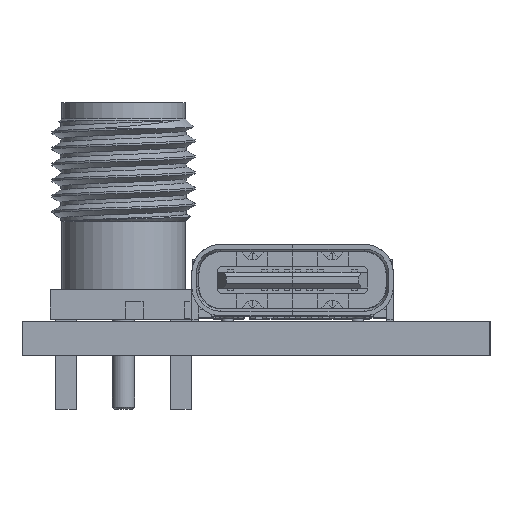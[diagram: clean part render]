
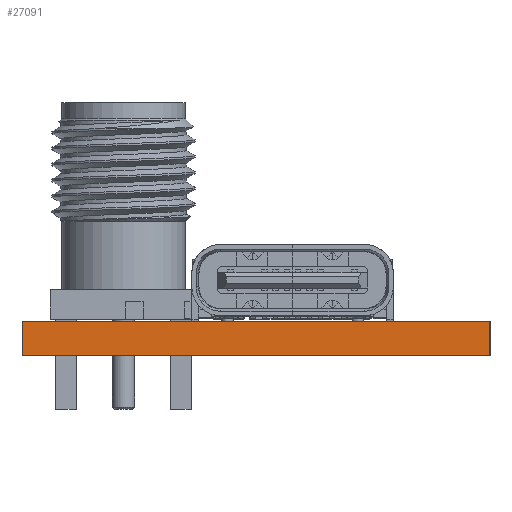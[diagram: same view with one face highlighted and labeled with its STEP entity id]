
A CAD part, left-side view. The second image highlights one B-rep face of the part: STEP entity #27091.
In plain terms, the highlighted planar face has unit normal (-1, 0, 0).
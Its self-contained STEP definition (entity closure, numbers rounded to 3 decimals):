
#27035 = VERTEX_POINT('',#27036);
#27036 = CARTESIAN_POINT('',(100.5,-77.259,1.51));
#27042 = EDGE_CURVE('',#27043,#27035,#27045,.T.);
#27043 = VERTEX_POINT('',#27044);
#27044 = CARTESIAN_POINT('',(100.5,-77.259,0.));
#27045 = LINE('',#27046,#27047);
#27046 = CARTESIAN_POINT('',(100.5,-77.259,0.));
#27047 = VECTOR('',#27048,1.);
#27048 = DIRECTION('',(0.,0.,1.));
#27091 = ADVANCED_FACE('',(#27092),#27117,.T.);
#27092 = FACE_BOUND('',#27093,.T.);
#27093 = EDGE_LOOP('',(#27094,#27095,#27103,#27111));
#27094 = ORIENTED_EDGE('',*,*,#27042,.T.);
#27095 = ORIENTED_EDGE('',*,*,#27096,.T.);
#27096 = EDGE_CURVE('',#27035,#27097,#27099,.T.);
#27097 = VERTEX_POINT('',#27098);
#27098 = CARTESIAN_POINT('',(100.5,-56.5,1.51));
#27099 = LINE('',#27100,#27101);
#27100 = CARTESIAN_POINT('',(100.5,-77.259,1.51));
#27101 = VECTOR('',#27102,1.);
#27102 = DIRECTION('',(0.,1.,0.));
#27103 = ORIENTED_EDGE('',*,*,#27104,.F.);
#27104 = EDGE_CURVE('',#27105,#27097,#27107,.T.);
#27105 = VERTEX_POINT('',#27106);
#27106 = CARTESIAN_POINT('',(100.5,-56.5,0.));
#27107 = LINE('',#27108,#27109);
#27108 = CARTESIAN_POINT('',(100.5,-56.5,0.));
#27109 = VECTOR('',#27110,1.);
#27110 = DIRECTION('',(0.,0.,1.));
#27111 = ORIENTED_EDGE('',*,*,#27112,.F.);
#27112 = EDGE_CURVE('',#27043,#27105,#27113,.T.);
#27113 = LINE('',#27114,#27115);
#27114 = CARTESIAN_POINT('',(100.5,-77.259,0.));
#27115 = VECTOR('',#27116,1.);
#27116 = DIRECTION('',(0.,1.,0.));
#27117 = PLANE('',#27118);
#27118 = AXIS2_PLACEMENT_3D('',#27119,#27120,#27121);
#27119 = CARTESIAN_POINT('',(100.5,-77.259,0.));
#27120 = DIRECTION('',(-1.,0.,0.));
#27121 = DIRECTION('',(0.,1.,0.));
